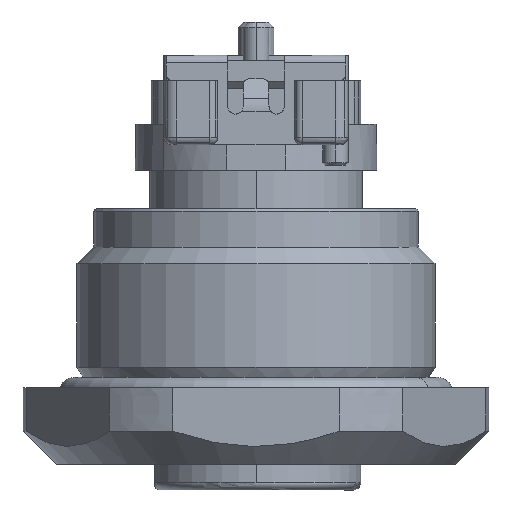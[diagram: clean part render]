
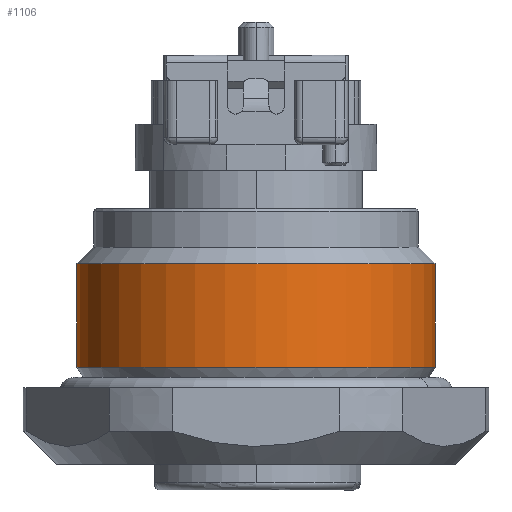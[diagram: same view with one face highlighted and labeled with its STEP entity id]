
A CAD part, left-side view. The second image highlights one B-rep face of the part: STEP entity #1106.
In plain terms, the highlighted cylindrical face has radius 7 mm (diameter 14 mm), a partial arc.
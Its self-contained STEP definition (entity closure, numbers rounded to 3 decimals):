
#834=AXIS2_PLACEMENT_3D('Circle Axis2P3D',#832,#833,$) ;
#1041=AXIS2_PLACEMENT_3D('Circle Axis2P3D',#1039,#1040,$) ;
#1088=AXIS2_PLACEMENT_3D('Cylinder Axis2P3D',#1085,#1086,#1087) ;
#804=CARTESIAN_POINT('Vertex',(8.5,2.1,4.8)) ;
#811=CARTESIAN_POINT('Vertex',(8.5,16.1,4.8)) ;
#832=CARTESIAN_POINT('Axis2P3D Location',(8.5,9.1,4.8)) ;
#938=CARTESIAN_POINT('Vertex',(8.5,2.1,8.85)) ;
#947=CARTESIAN_POINT('Vertex',(8.5,16.1,8.85)) ;
#1039=CARTESIAN_POINT('Axis2P3D Location',(8.5,9.1,8.85)) ;
#1085=CARTESIAN_POINT('Axis2P3D Location',(8.5,9.1,5.06)) ;
#1090=CARTESIAN_POINT('Line Origine',(8.5,16.1,5.06)) ;
#1095=CARTESIAN_POINT('Line Origine',(8.5,2.1,5.06)) ;
#833=DIRECTION('Axis2P3D Direction',(0.,0.,1.)) ;
#1040=DIRECTION('Axis2P3D Direction',(0.,0.,-1.)) ;
#1086=DIRECTION('Axis2P3D Direction',(0.,0.,-1.)) ;
#1087=DIRECTION('Axis2P3D XDirection',(0.,-1.,0.)) ;
#1091=DIRECTION('Vector Direction',(0.,0.,-1.)) ;
#1096=DIRECTION('Vector Direction',(0.,0.,-1.)) ;
#1092=VECTOR('Line Direction',#1091,1.) ;
#1097=VECTOR('Line Direction',#1096,1.) ;
#1101=ORIENTED_EDGE('',*,*,#1094,.F.) ;
#1102=ORIENTED_EDGE('',*,*,#836,.T.) ;
#1103=ORIENTED_EDGE('',*,*,#1099,.F.) ;
#1104=ORIENTED_EDGE('',*,*,#1043,.T.) ;
#1106=ADVANCED_FACE('V1',(#1105),#1089,.T.) ;
#835=CIRCLE('generated circle',#834,7.) ;
#1042=CIRCLE('generated circle',#1041,7.) ;
#1089=CYLINDRICAL_SURFACE('generated cylinder',#1088,7.) ;
#836=EDGE_CURVE('',#812,#805,#835,.T.) ;
#1043=EDGE_CURVE('',#939,#948,#1042,.T.) ;
#1094=EDGE_CURVE('',#812,#948,#1093,.F.) ;
#1099=EDGE_CURVE('',#939,#805,#1098,.T.) ;
#1100=EDGE_LOOP('',(#1101,#1102,#1103,#1104)) ;
#1105=FACE_OUTER_BOUND('',#1100,.T.) ;
#1093=LINE('Line',#1090,#1092) ;
#1098=LINE('Line',#1095,#1097) ;
#805=VERTEX_POINT('',#804) ;
#812=VERTEX_POINT('',#811) ;
#939=VERTEX_POINT('',#938) ;
#948=VERTEX_POINT('',#947) ;
